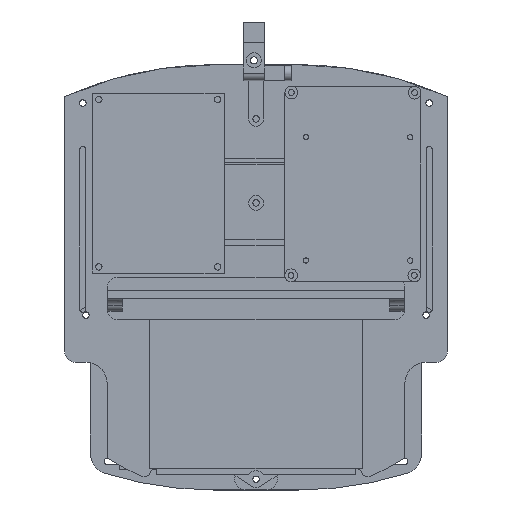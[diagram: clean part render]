
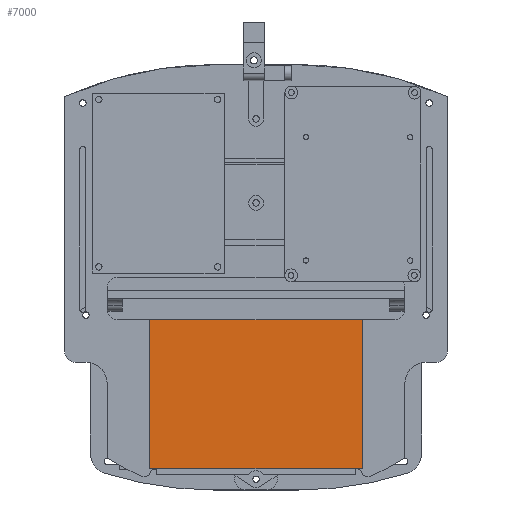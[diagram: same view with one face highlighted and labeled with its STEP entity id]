
A CAD part, top view. The second image highlights one B-rep face of the part: STEP entity #7000.
In plain terms, the highlighted planar face has unit normal (0, 0, 1).
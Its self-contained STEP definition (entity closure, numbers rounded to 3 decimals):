
#297=PLANE('',#7578);
#599=FACE_OUTER_BOUND('',#1072,.T.);
#1072=EDGE_LOOP('',(#5419,#5420,#5421,#5422));
#1613=LINE('',#10969,#2246);
#1616=LINE('',#10975,#2249);
#1619=LINE('',#10981,#2252);
#1622=LINE('',#10985,#2255);
#2246=VECTOR('',#8865,10.);
#2249=VECTOR('',#8870,10.);
#2252=VECTOR('',#8875,10.);
#2255=VECTOR('',#8880,10.);
#3254=VERTEX_POINT('',#10966);
#3255=VERTEX_POINT('',#10968);
#3257=VERTEX_POINT('',#10974);
#3259=VERTEX_POINT('',#10980);
#4041=EDGE_CURVE('',#3255,#3254,#1613,.T.);
#4044=EDGE_CURVE('',#3257,#3255,#1616,.T.);
#4047=EDGE_CURVE('',#3259,#3257,#1619,.T.);
#4050=EDGE_CURVE('',#3254,#3259,#1622,.T.);
#5419=ORIENTED_EDGE('',*,*,#4050,.T.);
#5420=ORIENTED_EDGE('',*,*,#4047,.T.);
#5421=ORIENTED_EDGE('',*,*,#4044,.T.);
#5422=ORIENTED_EDGE('',*,*,#4041,.T.);
#7000=ADVANCED_FACE('',(#599),#297,.T.);
#7578=AXIS2_PLACEMENT_3D('',#10986,#8881,#8882);
#8865=DIRECTION('',(-1.,0.,0.));
#8870=DIRECTION('',(0.,1.,0.));
#8875=DIRECTION('',(1.,0.,0.));
#8880=DIRECTION('',(0.,-1.,0.));
#8881=DIRECTION('center_axis',(0.,0.,1.));
#8882=DIRECTION('ref_axis',(1.,0.,0.));
#10966=CARTESIAN_POINT('',(-50.,-20.,68.));
#10968=CARTESIAN_POINT('',(50.,-20.,68.));
#10969=CARTESIAN_POINT('',(-50.,-20.,68.));
#10974=CARTESIAN_POINT('',(50.,-90.,68.));
#10975=CARTESIAN_POINT('',(50.,-20.,68.));
#10980=CARTESIAN_POINT('',(-50.,-90.,68.));
#10981=CARTESIAN_POINT('',(50.,-90.,68.));
#10985=CARTESIAN_POINT('',(-50.,-90.,68.));
#10986=CARTESIAN_POINT('Origin',(0.,-55.,68.));
